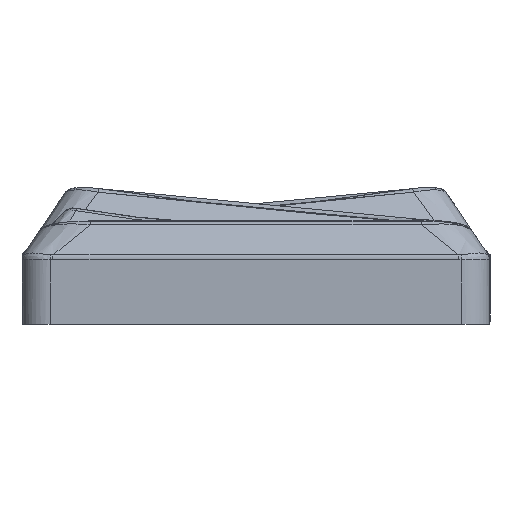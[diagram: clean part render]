
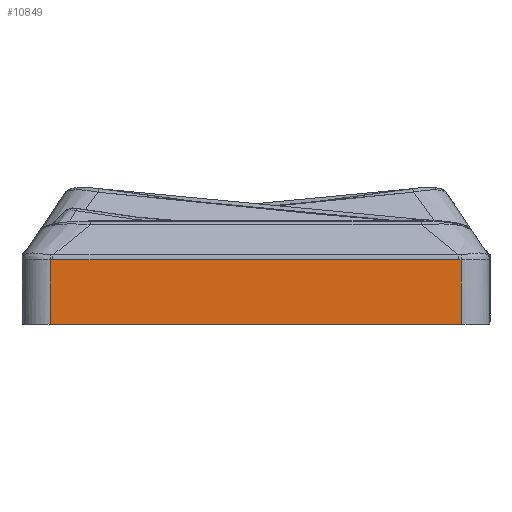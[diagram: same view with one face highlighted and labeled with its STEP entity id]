
A CAD part, left-side view. The second image highlights one B-rep face of the part: STEP entity #10849.
In plain terms, the highlighted planar face has unit normal (-1, 0, 0).
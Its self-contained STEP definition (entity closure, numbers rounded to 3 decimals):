
#134=B_SPLINE_CURVE_WITH_KNOTS('',3,(#16270,#16271,#16272,#16273),
 .UNSPECIFIED.,.F.,.F.,(4,4),(-0.009,0.),.UNSPECIFIED.);
#768=ELLIPSE('',#11557,1.034,0.617);
#1046=FACE_OUTER_BOUND('',#1709,.T.);
#1709=EDGE_LOOP('',(#8210,#8211,#8212,#8213,#8214,#8215));
#2579=LINE('',#15960,#3691);
#2587=LINE('',#16250,#3699);
#2596=LINE('',#16588,#3708);
#2607=LINE('',#16821,#3719);
#3691=VECTOR('',#13082,10.);
#3699=VECTOR('',#13130,10.);
#3708=VECTOR('',#13177,10.);
#3719=VECTOR('',#13234,10.);
#4702=VERTEX_POINT('',#15956);
#4704=VERTEX_POINT('',#15959);
#4728=VERTEX_POINT('',#16212);
#4730=VERTEX_POINT('',#16247);
#4731=VERTEX_POINT('',#16249);
#4733=VERTEX_POINT('',#16306);
#5901=EDGE_CURVE('',#4704,#4702,#2579,.F.);
#5936=EDGE_CURVE('',#4730,#4731,#2587,.T.);
#5939=EDGE_CURVE('',#4731,#4728,#134,.T.);
#5945=EDGE_CURVE('',#4733,#4730,#768,.T.);
#5977=EDGE_CURVE('',#4704,#4733,#2596,.T.);
#6005=EDGE_CURVE('',#4728,#4702,#2607,.T.);
#8210=ORIENTED_EDGE('',*,*,#5945,.F.);
#8211=ORIENTED_EDGE('',*,*,#5977,.F.);
#8212=ORIENTED_EDGE('',*,*,#5901,.T.);
#8213=ORIENTED_EDGE('',*,*,#6005,.F.);
#8214=ORIENTED_EDGE('',*,*,#5939,.F.);
#8215=ORIENTED_EDGE('',*,*,#5936,.F.);
#10377=PLANE('',#11595);
#10849=ADVANCED_FACE('',(#1046),#10377,.F.);
#11557=AXIS2_PLACEMENT_3D('',#16342,#13138,#13139);
#11595=AXIS2_PLACEMENT_3D('',#16820,#13232,#13233);
#13082=DIRECTION('',(0.,1.,0.));
#13130=DIRECTION('',(0.,-1.,0.));
#13138=DIRECTION('center_axis',(1.,0.,0.));
#13139=DIRECTION('ref_axis',(0.,-0.893,0.45));
#13177=DIRECTION('',(0.,0.,1.));
#13232=DIRECTION('center_axis',(1.,0.,0.));
#13233=DIRECTION('ref_axis',(0.,0.,-1.));
#13234=DIRECTION('',(0.,0.,-1.));
#15956=CARTESIAN_POINT('',(-25.242,26.768,-0.98));
#15959=CARTESIAN_POINT('',(-25.242,41.268,-0.98));
#15960=CARTESIAN_POINT('',(-25.242,30.268,-0.98));
#16212=CARTESIAN_POINT('',(-25.242,26.768,1.305));
#16247=CARTESIAN_POINT('',(-25.242,41.176,1.309));
#16249=CARTESIAN_POINT('',(-25.242,26.861,1.309));
#16250=CARTESIAN_POINT('',(-25.242,30.885,1.309));
#16270=CARTESIAN_POINT('Ctrl Pts',(-25.242,26.861,1.309));
#16271=CARTESIAN_POINT('Ctrl Pts',(-25.242,26.83,1.309));
#16272=CARTESIAN_POINT('Ctrl Pts',(-25.242,26.799,1.308));
#16273=CARTESIAN_POINT('Ctrl Pts',(-25.242,26.768,1.305));
#16306=CARTESIAN_POINT('',(-25.242,41.268,1.305));
#16342=CARTESIAN_POINT('Origin',(-25.242,41.559,0.588));
#16588=CARTESIAN_POINT('',(-25.242,41.268,1.402));
#16820=CARTESIAN_POINT('Origin',(-25.242,34.018,1.402));
#16821=CARTESIAN_POINT('',(-25.242,26.768,1.402));
